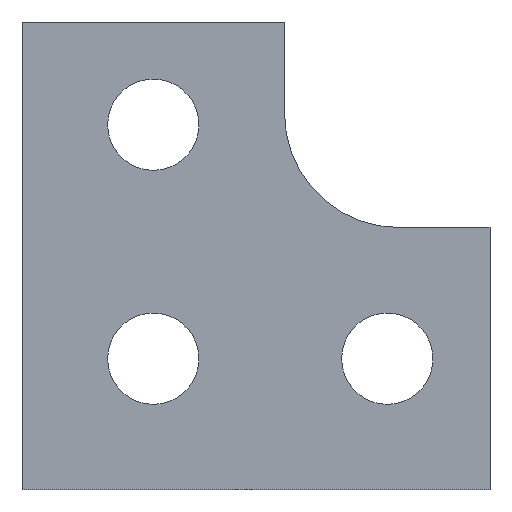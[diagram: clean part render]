
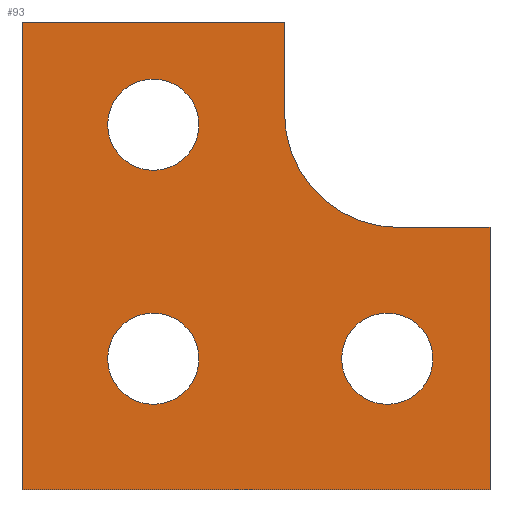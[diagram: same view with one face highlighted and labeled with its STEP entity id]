
A CAD part, front view. The second image highlights one B-rep face of the part: STEP entity #93.
In plain terms, the highlighted planar face has unit normal (0, -1, 0).
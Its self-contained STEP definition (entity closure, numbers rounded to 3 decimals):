
#11 = ORIENTED_EDGE ( 'NONE', *, *, #651, .F. ) ;
#16 = CARTESIAN_POINT ( 'NONE',  ( 2.3, 0., 7.2 ) ) ;
#23 = VECTOR ( 'NONE', #362, 1000. ) ;
#36 = ORIENTED_EDGE ( 'NONE', *, *, #239, .T. ) ;
#37 = CARTESIAN_POINT ( 'NONE',  ( 0., 0., 0. ) ) ;
#40 = DIRECTION ( 'NONE',  ( 0., 1., 0. ) ) ;
#42 = CIRCLE ( 'NONE', #129, 0.8 ) ;
#59 = CARTESIAN_POINT ( 'NONE',  ( 2.3, 0., 5.6 ) ) ;
#60 = EDGE_CURVE ( 'NONE', #161, #636, #42, .T. ) ;
#67 = VECTOR ( 'NONE', #358, 1000. ) ;
#83 = CARTESIAN_POINT ( 'NONE',  ( 0., 0., 0. ) ) ;
#86 = CARTESIAN_POINT ( 'NONE',  ( 6.4, 0., 2.3 ) ) ;
#93 = ADVANCED_FACE ( 'NONE', ( #345, #587, #243, #628 ), #134, .F. ) ;
#97 = CARTESIAN_POINT ( 'NONE',  ( 8.2, 0., 0. ) ) ;
#108 = DIRECTION ( 'NONE',  ( 0., 1., 0. ) ) ;
#109 = CARTESIAN_POINT ( 'NONE',  ( 2.3, 0., 1.5 ) ) ;
#111 = DIRECTION ( 'NONE',  ( 0., 0., 1. ) ) ;
#129 = AXIS2_PLACEMENT_3D ( 'NONE', #392, #288, #130 ) ;
#130 = DIRECTION ( 'NONE',  ( 0., 0., 1. ) ) ;
#133 = VERTEX_POINT ( 'NONE', #16 ) ;
#134 = PLANE ( 'NONE',  #303 ) ;
#156 = VERTEX_POINT ( 'NONE', #639 ) ;
#159 = LINE ( 'NONE', #361, #67 ) ;
#161 = VERTEX_POINT ( 'NONE', #408 ) ;
#163 = CARTESIAN_POINT ( 'NONE',  ( 0., 0., 8.2 ) ) ;
#172 = ORIENTED_EDGE ( 'NONE', *, *, #659, .T. ) ;
#182 = AXIS2_PLACEMENT_3D ( 'NONE', #272, #370, #111 ) ;
#188 = ORIENTED_EDGE ( 'NONE', *, *, #567, .T. ) ;
#190 = VECTOR ( 'NONE', #399, 1000. ) ;
#198 = EDGE_CURVE ( 'NONE', #156, #340, #450, .T. ) ;
#203 = AXIS2_PLACEMENT_3D ( 'NONE', #271, #608, #465 ) ;
#209 = CARTESIAN_POINT ( 'NONE',  ( 6.4, 0., 1.5 ) ) ;
#219 = EDGE_LOOP ( 'NONE', ( #530, #327, #172, #583, #11, #284, #334 ) ) ;
#224 = AXIS2_PLACEMENT_3D ( 'NONE', #367, #40, #266 ) ;
#227 = EDGE_CURVE ( 'NONE', #638, #535, #348, .T. ) ;
#239 = EDGE_CURVE ( 'NONE', #577, #566, #472, .T. ) ;
#243 = FACE_BOUND ( 'NONE', #378, .T. ) ;
#250 = EDGE_CURVE ( 'NONE', #331, #133, #279, .T. ) ;
#266 = DIRECTION ( 'NONE',  ( 0., 0., 1. ) ) ;
#271 = CARTESIAN_POINT ( 'NONE',  ( 6.4, 0., 2.3 ) ) ;
#272 = CARTESIAN_POINT ( 'NONE',  ( 2.3, 0., 2.3 ) ) ;
#275 = LINE ( 'NONE', #607, #375 ) ;
#279 = CIRCLE ( 'NONE', #521, 0.8 ) ;
#284 = ORIENTED_EDGE ( 'NONE', *, *, #579, .T. ) ;
#288 = DIRECTION ( 'NONE',  ( 0., 1., 0. ) ) ;
#290 = DIRECTION ( 'NONE',  ( 0., 0., 1. ) ) ;
#291 = VERTEX_POINT ( 'NONE', #453 ) ;
#296 = CIRCLE ( 'NONE', #354, 2. ) ;
#300 = DIRECTION ( 'NONE',  ( 0., 1., 0. ) ) ;
#302 = DIRECTION ( 'NONE',  ( 0., 0., 1. ) ) ;
#303 = AXIS2_PLACEMENT_3D ( 'NONE', #83, #339, #621 ) ;
#312 = CARTESIAN_POINT ( 'NONE',  ( 8.2, 0., 4.6 ) ) ;
#315 = CIRCLE ( 'NONE', #203, 0.8 ) ;
#323 = CARTESIAN_POINT ( 'NONE',  ( 6.6, 0., 4.6 ) ) ;
#327 = ORIENTED_EDGE ( 'NONE', *, *, #341, .T. ) ;
#331 = VERTEX_POINT ( 'NONE', #59 ) ;
#333 = DIRECTION ( 'NONE',  ( 0., 0., 1. ) ) ;
#334 = ORIENTED_EDGE ( 'NONE', *, *, #558, .T. ) ;
#337 = ORIENTED_EDGE ( 'NONE', *, *, #60, .T. ) ;
#339 = DIRECTION ( 'NONE',  ( 0., 1., 0. ) ) ;
#340 = VERTEX_POINT ( 'NONE', #561 ) ;
#341 = EDGE_CURVE ( 'NONE', #638, #291, #296, .T. ) ;
#345 = FACE_BOUND ( 'NONE', #360, .T. ) ;
#348 = LINE ( 'NONE', #359, #190 ) ;
#352 = DIRECTION ( 'NONE',  ( 0., 1., 0. ) ) ;
#354 = AXIS2_PLACEMENT_3D ( 'NONE', #373, #108, #612 ) ;
#358 = DIRECTION ( 'NONE',  ( 1., 0., 0. ) ) ;
#359 = CARTESIAN_POINT ( 'NONE',  ( 0., 0., 4.6 ) ) ;
#360 = EDGE_LOOP ( 'NONE', ( #337, #188 ) ) ;
#361 = CARTESIAN_POINT ( 'NONE',  ( 0., 0., 0. ) ) ;
#362 = DIRECTION ( 'NONE',  ( 1., 0., 0. ) ) ;
#367 = CARTESIAN_POINT ( 'NONE',  ( 2.3, 0., 6.4 ) ) ;
#370 = DIRECTION ( 'NONE',  ( 0., 1., 0. ) ) ;
#373 = CARTESIAN_POINT ( 'NONE',  ( 6.6, 0., 6.6 ) ) ;
#375 = VECTOR ( 'NONE', #649, 1000. ) ;
#378 = EDGE_LOOP ( 'NONE', ( #641, #36 ) ) ;
#385 = ORIENTED_EDGE ( 'NONE', *, *, #586, .T. ) ;
#390 = CARTESIAN_POINT ( 'NONE',  ( 4.6, 0., 0. ) ) ;
#392 = CARTESIAN_POINT ( 'NONE',  ( 2.3, 0., 2.3 ) ) ;
#399 = DIRECTION ( 'NONE',  ( 1., 0., 0. ) ) ;
#406 = EDGE_CURVE ( 'NONE', #566, #577, #315, .T. ) ;
#408 = CARTESIAN_POINT ( 'NONE',  ( 2.3, 0., 3.1 ) ) ;
#450 = LINE ( 'NONE', #163, #23 ) ;
#453 = CARTESIAN_POINT ( 'NONE',  ( 4.6, 0., 6.6 ) ) ;
#465 = DIRECTION ( 'NONE',  ( 0., 0., 1. ) ) ;
#472 = CIRCLE ( 'NONE', #550, 0.8 ) ;
#511 = CIRCLE ( 'NONE', #182, 0.8 ) ;
#521 = AXIS2_PLACEMENT_3D ( 'NONE', #555, #300, #595 ) ;
#522 = VERTEX_POINT ( 'NONE', #97 ) ;
#527 = EDGE_LOOP ( 'NONE', ( #385, #646 ) ) ;
#530 = ORIENTED_EDGE ( 'NONE', *, *, #227, .F. ) ;
#534 = CARTESIAN_POINT ( 'NONE',  ( 0., 0., 0. ) ) ;
#535 = VERTEX_POINT ( 'NONE', #312 ) ;
#543 = VECTOR ( 'NONE', #333, 1000. ) ;
#550 = AXIS2_PLACEMENT_3D ( 'NONE', #86, #352, #302 ) ;
#551 = VECTOR ( 'NONE', #290, 1000. ) ;
#555 = CARTESIAN_POINT ( 'NONE',  ( 2.3, 0., 6.4 ) ) ;
#558 = EDGE_CURVE ( 'NONE', #522, #535, #275, .T. ) ;
#561 = CARTESIAN_POINT ( 'NONE',  ( 4.6, 0., 8.2 ) ) ;
#566 = VERTEX_POINT ( 'NONE', #598 ) ;
#567 = EDGE_CURVE ( 'NONE', #636, #161, #511, .T. ) ;
#575 = VERTEX_POINT ( 'NONE', #37 ) ;
#577 = VERTEX_POINT ( 'NONE', #209 ) ;
#579 = EDGE_CURVE ( 'NONE', #575, #522, #159, .T. ) ;
#583 = ORIENTED_EDGE ( 'NONE', *, *, #198, .F. ) ;
#586 = EDGE_CURVE ( 'NONE', #133, #331, #632, .T. ) ;
#587 = FACE_BOUND ( 'NONE', #527, .T. ) ;
#595 = DIRECTION ( 'NONE',  ( 0., 0., 1. ) ) ;
#598 = CARTESIAN_POINT ( 'NONE',  ( 6.4, 0., 3.1 ) ) ;
#607 = CARTESIAN_POINT ( 'NONE',  ( 8.2, 0., 0. ) ) ;
#608 = DIRECTION ( 'NONE',  ( 0., 1., 0. ) ) ;
#612 = DIRECTION ( 'NONE',  ( 0., 0., 1. ) ) ;
#621 = DIRECTION ( 'NONE',  ( 0., 0., 1. ) ) ;
#622 = LINE ( 'NONE', #390, #543 ) ;
#628 = FACE_OUTER_BOUND ( 'NONE', #219, .T. ) ;
#632 = CIRCLE ( 'NONE', #224, 0.8 ) ;
#635 = LINE ( 'NONE', #534, #551 ) ;
#636 = VERTEX_POINT ( 'NONE', #109 ) ;
#638 = VERTEX_POINT ( 'NONE', #323 ) ;
#639 = CARTESIAN_POINT ( 'NONE',  ( 0., 0., 8.2 ) ) ;
#641 = ORIENTED_EDGE ( 'NONE', *, *, #406, .T. ) ;
#646 = ORIENTED_EDGE ( 'NONE', *, *, #250, .T. ) ;
#649 = DIRECTION ( 'NONE',  ( 0., 0., 1. ) ) ;
#651 = EDGE_CURVE ( 'NONE', #575, #156, #635, .T. ) ;
#659 = EDGE_CURVE ( 'NONE', #291, #340, #622, .T. ) ;
